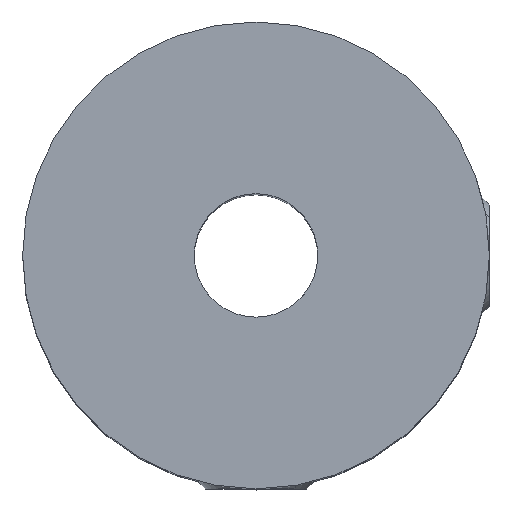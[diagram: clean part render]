
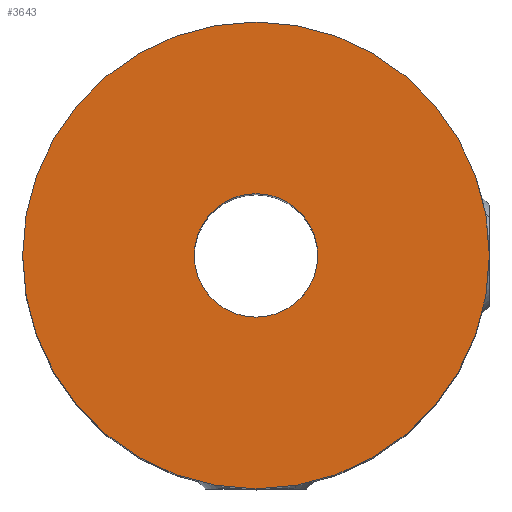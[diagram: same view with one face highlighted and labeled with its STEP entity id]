
A CAD part, top view. The second image highlights one B-rep face of the part: STEP entity #3643.
In plain terms, the highlighted planar face has unit normal (0, 0, 1).
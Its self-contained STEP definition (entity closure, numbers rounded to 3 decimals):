
#183 = DIRECTION ( 'NONE',  ( 0., 0., 1. ) ) ;
#257 = DIRECTION ( 'NONE',  ( 1., 0., 0. ) ) ;
#290 = FACE_BOUND ( 'NONE', #1566, .T. ) ;
#604 = CARTESIAN_POINT ( 'NONE',  ( -1.587, 0., 18. ) ) ;
#652 = CARTESIAN_POINT ( 'NONE',  ( 0., 0., 18. ) ) ;
#656 = AXIS2_PLACEMENT_3D ( 'NONE', #652, #183, #4054 ) ;
#697 = EDGE_CURVE ( 'NONE', #4742, #4951, #3849, .T. ) ;
#803 = AXIS2_PLACEMENT_3D ( 'NONE', #4760, #4290, #3131 ) ;
#996 = CARTESIAN_POINT ( 'NONE',  ( 1.587, 0., 18. ) ) ;
#1218 = DIRECTION ( 'NONE',  ( 0., 0., 1. ) ) ;
#1262 = CIRCLE ( 'NONE', #4808, 1.587 ) ;
#1394 = CIRCLE ( 'NONE', #5688, 6. ) ;
#1409 = EDGE_CURVE ( 'NONE', #5841, #6094, #1262, .T. ) ;
#1566 = EDGE_LOOP ( 'NONE', ( #6144, #2129 ) ) ;
#1630 = ORIENTED_EDGE ( 'NONE', *, *, #3765, .F. ) ;
#1906 = AXIS2_PLACEMENT_3D ( 'NONE', #6045, #1218, #3157 ) ;
#2028 = EDGE_CURVE ( 'NONE', #6094, #5841, #2393, .T. ) ;
#2129 = ORIENTED_EDGE ( 'NONE', *, *, #2028, .F. ) ;
#2300 = CARTESIAN_POINT ( 'NONE',  ( 0., 0., 18. ) ) ;
#2393 = CIRCLE ( 'NONE', #656, 1.587 ) ;
#2801 = DIRECTION ( 'NONE',  ( 0., 0., -1. ) ) ;
#3131 = DIRECTION ( 'NONE',  ( -1., 0., 0. ) ) ;
#3157 = DIRECTION ( 'NONE',  ( 1., 0., 0. ) ) ;
#3282 = PLANE ( 'NONE',  #1906 ) ;
#3643 = ADVANCED_FACE ( 'NONE', ( #290, #4235 ), #3282, .T. ) ;
#3765 = EDGE_CURVE ( 'NONE', #4951, #4742, #1394, .T. ) ;
#3849 = CIRCLE ( 'NONE', #803, 6. ) ;
#4054 = DIRECTION ( 'NONE',  ( 1., 0., 0. ) ) ;
#4235 = FACE_OUTER_BOUND ( 'NONE', #6221, .T. ) ;
#4290 = DIRECTION ( 'NONE',  ( 0., 0., -1. ) ) ;
#4742 = VERTEX_POINT ( 'NONE', #4889 ) ;
#4760 = CARTESIAN_POINT ( 'NONE',  ( 0., 0., 18. ) ) ;
#4808 = AXIS2_PLACEMENT_3D ( 'NONE', #2300, #6161, #257 ) ;
#4889 = CARTESIAN_POINT ( 'NONE',  ( 6., 0., 18. ) ) ;
#4951 = VERTEX_POINT ( 'NONE', #5164 ) ;
#5164 = CARTESIAN_POINT ( 'NONE',  ( -6., 0., 18. ) ) ;
#5194 = CARTESIAN_POINT ( 'NONE',  ( 0., 0., 18. ) ) ;
#5688 = AXIS2_PLACEMENT_3D ( 'NONE', #5194, #2801, #5704 ) ;
#5704 = DIRECTION ( 'NONE',  ( -1., 0., 0. ) ) ;
#5841 = VERTEX_POINT ( 'NONE', #996 ) ;
#6001 = ORIENTED_EDGE ( 'NONE', *, *, #697, .F. ) ;
#6045 = CARTESIAN_POINT ( 'NONE',  ( 0., 0., 18. ) ) ;
#6094 = VERTEX_POINT ( 'NONE', #604 ) ;
#6144 = ORIENTED_EDGE ( 'NONE', *, *, #1409, .F. ) ;
#6161 = DIRECTION ( 'NONE',  ( 0., 0., 1. ) ) ;
#6221 = EDGE_LOOP ( 'NONE', ( #1630, #6001 ) ) ;
